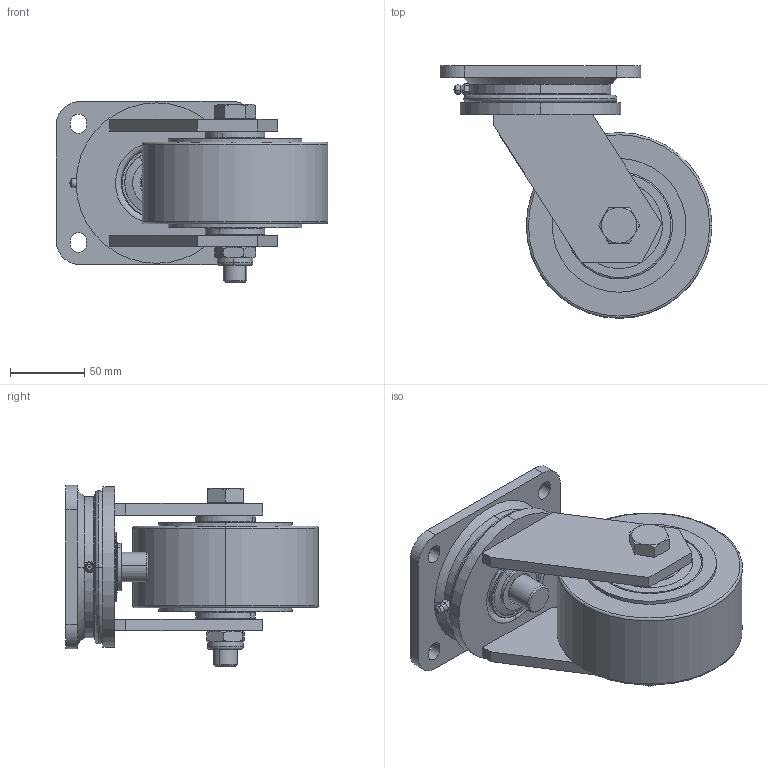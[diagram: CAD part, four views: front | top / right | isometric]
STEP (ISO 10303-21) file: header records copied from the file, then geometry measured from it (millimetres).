
FILE_DESCRIPTION (( 'STEP AP214' ), '1' );
FILE_NAME ('0028598_L-HS-STS-125-K-3.step', '2018-10-25T07:40:26', ( '' ), ( '' ), 'SwSTEP 2.0', 'SolidWorks 2018', '' );
FILE_SCHEMA (( 'AUTOMOTIVE_DESIGN' ));
Length unit declared in the file: millimetre
Products named in the file (1): 0028598_L-HS-STS-125-K-3
Bounding box: 183 x 170 x 122 mm (x, y, z)
Surface area: 213666.1 mm2 (no closed solid volume)
Topology: 0 solids, 24 shells, 338 faces, 738 edges, 451 vertices
Faces by surface type: plane 100, cylinder 98, cone 94, torus 42, bspline 2, sphere 2
Entity records: 14260 total; most frequent: CARTESIAN_POINT 2768, DIRECTION 1724, ORIENTED_EDGE 1438, EDGE_CURVE 735, AXIS2_PLACEMENT_3D 724, VERTEX_POINT 450, EDGE_LOOP 395, CIRCLE 387
